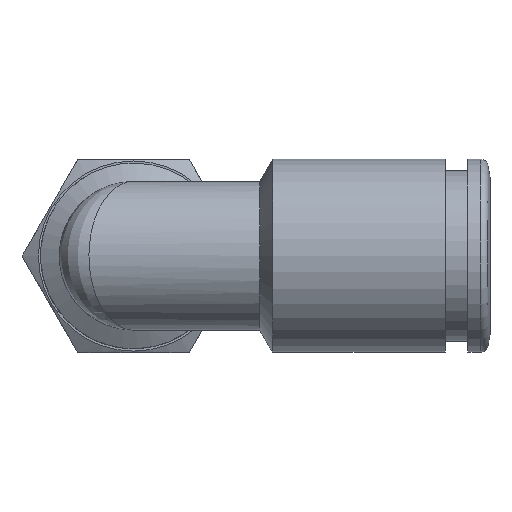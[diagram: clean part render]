
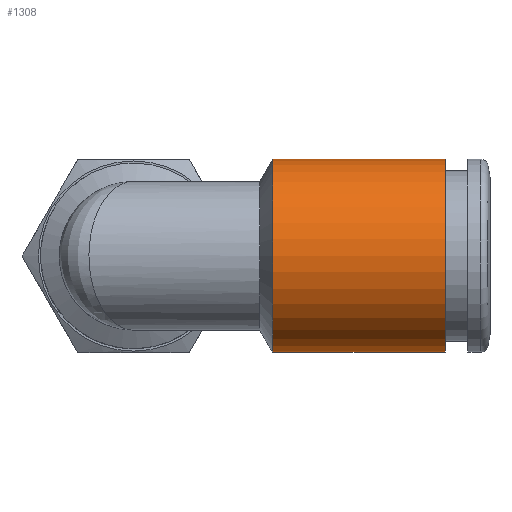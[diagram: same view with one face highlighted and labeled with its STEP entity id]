
A CAD part, top view. The second image highlights one B-rep face of the part: STEP entity #1308.
In plain terms, the highlighted cylindrical face has radius 6.5 mm (diameter 13 mm), a full revolution.
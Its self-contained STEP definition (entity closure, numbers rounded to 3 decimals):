
#1281=CARTESIAN_POINT('',(20.054,8.803,26.032));
#1282=DIRECTION('',(1.0,0.0,0.0));
#1283=DIRECTION('',(0.0,0.0,-1.0));
#1284=AXIS2_PLACEMENT_3D('',#1281,#1282,#1283);
#1285=CYLINDRICAL_SURFACE('',#1284,6.5);
#1286=CARTESIAN_POINT('',(31.688,8.803,32.532));
#1287=VERTEX_POINT('',#1286);
#1288=CARTESIAN_POINT('',(31.688,8.803,26.032));
#1289=DIRECTION('',(-1.0,0.,0.));
#1290=DIRECTION('',(0.,0.,-1.0));
#1291=AXIS2_PLACEMENT_3D('',#1288,#1289,#1290);
#1292=CIRCLE('',#1291,6.5);
#1293=EDGE_CURVE('',#1287,#1287,#1292,.T.);
#1294=ORIENTED_EDGE('',*,*,#1293,.T.);
#1295=EDGE_LOOP('',(#1294));
#1296=FACE_OUTER_BOUND('',#1295,.T.);
#1297=CARTESIAN_POINT('',(20.054,8.803,32.532));
#1298=VERTEX_POINT('',#1297);
#1299=CARTESIAN_POINT('',(20.054,8.803,26.032));
#1300=DIRECTION('',(-1.0,0.,0.));
#1301=DIRECTION('',(0.,0.,-1.0));
#1302=AXIS2_PLACEMENT_3D('',#1299,#1300,#1301);
#1303=CIRCLE('',#1302,6.5);
#1304=EDGE_CURVE('',#1298,#1298,#1303,.T.);
#1305=ORIENTED_EDGE('',*,*,#1304,.F.);
#1306=EDGE_LOOP('',(#1305));
#1307=FACE_BOUND('',#1306,.T.);
#1308=ADVANCED_FACE('',(#1296,#1307),#1285,.T.);
